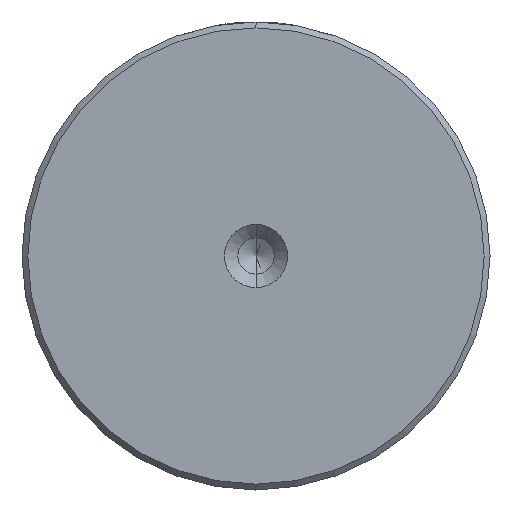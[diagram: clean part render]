
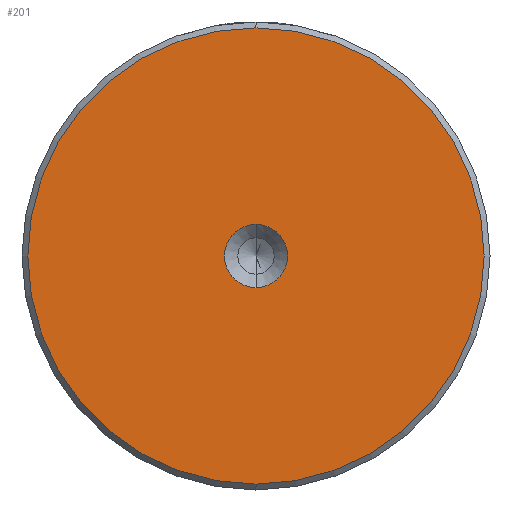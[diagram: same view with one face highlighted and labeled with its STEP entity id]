
A CAD part, left-side view. The second image highlights one B-rep face of the part: STEP entity #201.
In plain terms, the highlighted planar face has unit normal (-1, 0, 0).
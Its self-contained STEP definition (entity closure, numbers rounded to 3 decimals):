
#32 = AXIS2_PLACEMENT_3D ( 'NONE', #644, #1954, #838 ) ;
#182 = CARTESIAN_POINT ( 'NONE',  ( 0., 0., 19.5 ) ) ;
#193 = ORIENTED_EDGE ( 'NONE', *, *, #2368, .F. ) ;
#201 = ADVANCED_FACE ( 'NONE', ( #231, #1239 ), #2242, .T. ) ;
#204 = CARTESIAN_POINT ( 'NONE',  ( 0., 0., -19.5 ) ) ;
#215 = AXIS2_PLACEMENT_3D ( 'NONE', #522, #1838, #710 ) ;
#231 = FACE_OUTER_BOUND ( 'NONE', #1091, .T. ) ;
#297 = EDGE_LOOP ( 'NONE', ( #193, #831 ) ) ;
#359 = CARTESIAN_POINT ( 'NONE',  ( 0., 0., 2.7 ) ) ;
#431 = VERTEX_POINT ( 'NONE', #182 ) ;
#437 = VERTEX_POINT ( 'NONE', #204 ) ;
#509 = CIRCLE ( 'NONE', #32, 19.5 ) ;
#522 = CARTESIAN_POINT ( 'NONE',  ( 0., 0., 0. ) ) ;
#644 = CARTESIAN_POINT ( 'NONE',  ( 0., 0., 0. ) ) ;
#694 = VERTEX_POINT ( 'NONE', #359 ) ;
#710 = DIRECTION ( 'NONE',  ( 0., 0., 1. ) ) ;
#738 = EDGE_CURVE ( 'NONE', #1511, #694, #1363, .T. ) ;
#767 = CARTESIAN_POINT ( 'NONE',  ( 0., 0., 0. ) ) ;
#825 = AXIS2_PLACEMENT_3D ( 'NONE', #1531, #1359, #1352 ) ;
#831 = ORIENTED_EDGE ( 'NONE', *, *, #738, .F. ) ;
#838 = DIRECTION ( 'NONE',  ( 0., 0., 1. ) ) ;
#953 = DIRECTION ( 'NONE',  ( 0., 0., 1. ) ) ;
#1083 = ORIENTED_EDGE ( 'NONE', *, *, #1425, .T. ) ;
#1091 = EDGE_LOOP ( 'NONE', ( #2139, #1083 ) ) ;
#1106 = CIRCLE ( 'NONE', #1786, 19.5 ) ;
#1132 = EDGE_CURVE ( 'NONE', #437, #431, #1106, .T. ) ;
#1237 = CARTESIAN_POINT ( 'NONE',  ( 0., 0., -2.7 ) ) ;
#1239 = FACE_BOUND ( 'NONE', #297, .T. ) ;
#1352 = DIRECTION ( 'NONE',  ( 0., 0., 1. ) ) ;
#1359 = DIRECTION ( 'NONE',  ( -1., 0., 0. ) ) ;
#1363 = CIRCLE ( 'NONE', #825, 2.7 ) ;
#1425 = EDGE_CURVE ( 'NONE', #431, #437, #509, .T. ) ;
#1511 = VERTEX_POINT ( 'NONE', #1237 ) ;
#1531 = CARTESIAN_POINT ( 'NONE',  ( 0., 0., 0. ) ) ;
#1691 = DIRECTION ( 'NONE',  ( 0., 0., 1. ) ) ;
#1722 = CIRCLE ( 'NONE', #215, 2.7 ) ;
#1786 = AXIS2_PLACEMENT_3D ( 'NONE', #767, #2070, #953 ) ;
#1838 = DIRECTION ( 'NONE',  ( -1., 0., 0. ) ) ;
#1849 = DIRECTION ( 'NONE',  ( -1., 0., 0. ) ) ;
#1954 = DIRECTION ( 'NONE',  ( -1., 0., 0. ) ) ;
#2070 = DIRECTION ( 'NONE',  ( -1., 0., 0. ) ) ;
#2091 = AXIS2_PLACEMENT_3D ( 'NONE', #2280, #1849, #1691 ) ;
#2139 = ORIENTED_EDGE ( 'NONE', *, *, #1132, .T. ) ;
#2242 = PLANE ( 'NONE',  #2091 ) ;
#2280 = CARTESIAN_POINT ( 'NONE',  ( 0., 0., 0. ) ) ;
#2368 = EDGE_CURVE ( 'NONE', #694, #1511, #1722, .T. ) ;
